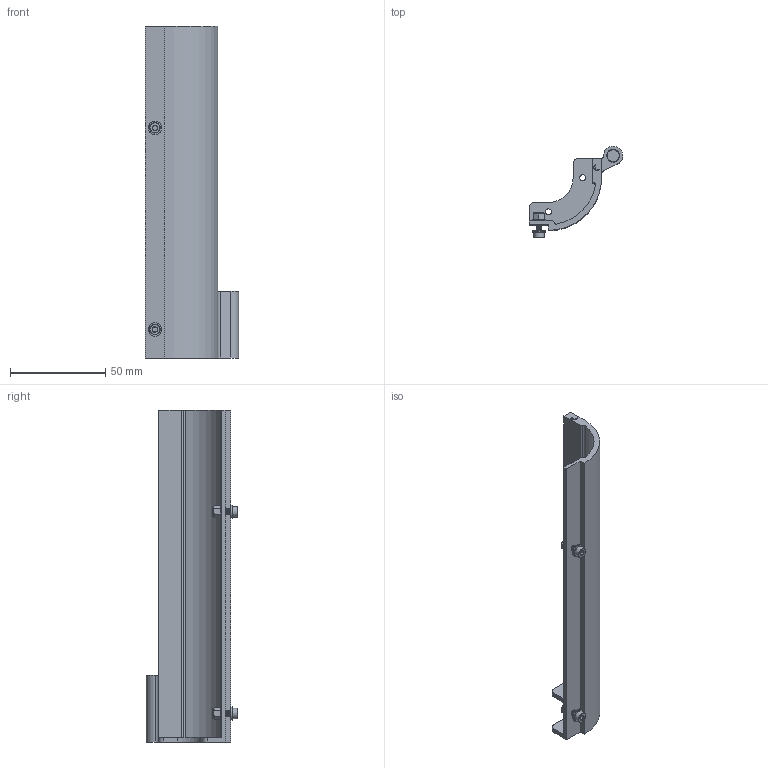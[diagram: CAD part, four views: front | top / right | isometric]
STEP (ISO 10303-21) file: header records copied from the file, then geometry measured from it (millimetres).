
FILE_DESCRIPTION(/* description */ (''),/* implementation_level */ '2;1');
FILE_NAME(/* name */ 'Front Left Stand 1.step',/* time_stamp */ '2018-04-09T13:22:49+02:00',/* author */ ('boelle'),/* organization */ (''),/* preprocessor_version */ 'ST-DEVELOPER v16.13',/* originating_system */ 'Autodesk Translation Framework v6.5.0.72',/* authorisation */ '');
FILE_SCHEMA (('AUTOMOTIVE_DESIGN { 1 0 10303 214 3 1 1 }'));
Length unit declared in the file: millimetre
Products named in the file (14): Front Left Stand 1; Front Stand 2; Component1; M3 Washer; M3 Washer_1; M3 Lock Nut; M3 Lock Nut_1; 90576A102; M3x10; M3x10_1; 91290A115; M3 Washer_2; M3 Washer_3; 98269A420
Assembly tree (18 placements, depth 3):
  Front Left Stand 1
    Front Stand 2
      Component1
    M3 Washer
      98269A420
    M3 Washer_1
      98269A420
    M3 Lock Nut
      90576A102
    M3 Lock Nut_1
      90576A102
    M3x10
      91290A115
    M3x10_1
      91290A115
    M3 Washer_2
      98269A420
    M3 Washer_3
      98269A420
Bounding box: 49 x 48.13 x 174.5 mm (x, y, z)
Volume: 40235.8 mm3; surface area: 28160.3 mm2
Topology: 11 solids, 11 shells, 306 faces, 805 edges, 531 vertices
Faces by surface type: cylinder 144, cone 81, plane 71, torus 6, bspline 4
Full cylindrical faces by diameter (mm): 2.35 x36, 2.538 x2, 2.594 x12, 3 x48, 3.2 x8, 3.352 x2, 5.5 x2, 6.3 x1, 7 x4
Entity records: 9701 total; most frequent: CARTESIAN_POINT 5351, ORIENTED_EDGE 886, DIRECTION 840, EDGE_CURVE 443, AXIS2_PLACEMENT_3D 344, VERTEX_POINT 291, EDGE_LOOP 188, FACE_OUTER_BOUND 168
